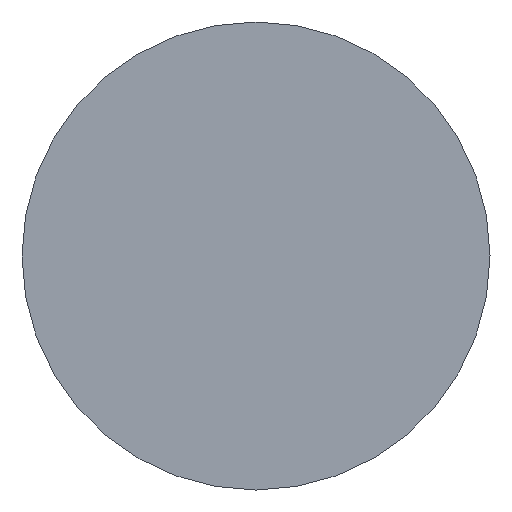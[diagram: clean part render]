
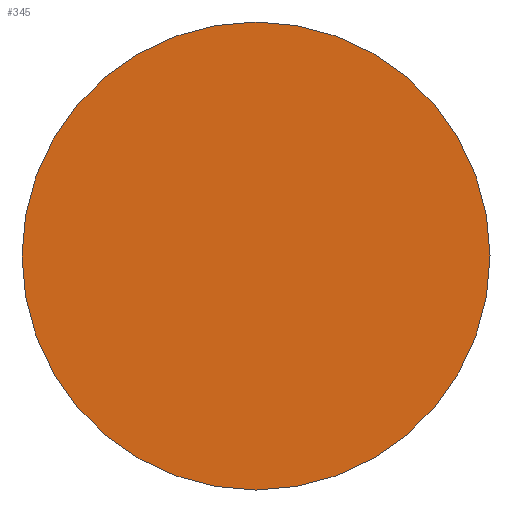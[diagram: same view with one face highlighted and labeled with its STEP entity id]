
A CAD part, front view. The second image highlights one B-rep face of the part: STEP entity #345.
In plain terms, the highlighted planar face has unit normal (0, -1, 0).
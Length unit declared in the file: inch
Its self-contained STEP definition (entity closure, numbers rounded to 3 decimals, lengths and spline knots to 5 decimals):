
#26 = DIRECTION ( 'NONE',  ( 0., 0., -1. ) ) ;
#27 = FACE_OUTER_BOUND ( 'NONE', #287, .T. ) ;
#72 = VERTEX_POINT ( 'NONE', #137 ) ;
#81 = CIRCLE ( 'NONE', #455, 0.5 ) ;
#87 = EDGE_CURVE ( 'NONE', #72, #301, #139, .T. ) ;
#97 = DIRECTION ( 'NONE',  ( 0., -1., 0. ) ) ;
#132 = DIRECTION ( 'NONE',  ( 0., 0., -1. ) ) ;
#137 = CARTESIAN_POINT ( 'NONE',  ( 0., 0., 0.5 ) ) ;
#139 = CIRCLE ( 'NONE', #163, 0.5 ) ;
#143 = CARTESIAN_POINT ( 'NONE',  ( 0., 0., -0.5 ) ) ;
#163 = AXIS2_PLACEMENT_3D ( 'NONE', #453, #97, #202 ) ;
#165 = PLANE ( 'NONE',  #233 ) ;
#187 = ORIENTED_EDGE ( 'NONE', *, *, #212, .T. ) ;
#202 = DIRECTION ( 'NONE',  ( 0., 0., -1. ) ) ;
#212 = EDGE_CURVE ( 'NONE', #301, #72, #81, .T. ) ;
#227 = CARTESIAN_POINT ( 'NONE',  ( 0., 0., 0. ) ) ;
#229 = ORIENTED_EDGE ( 'NONE', *, *, #87, .T. ) ;
#233 = AXIS2_PLACEMENT_3D ( 'NONE', #405, #370, #132 ) ;
#287 = EDGE_LOOP ( 'NONE', ( #187, #229 ) ) ;
#301 = VERTEX_POINT ( 'NONE', #143 ) ;
#345 = ADVANCED_FACE ( 'NONE', ( #27 ), #165, .T. ) ;
#366 = DIRECTION ( 'NONE',  ( 0., -1., 0. ) ) ;
#370 = DIRECTION ( 'NONE',  ( 0., -1., 0. ) ) ;
#405 = CARTESIAN_POINT ( 'NONE',  ( 0., 0., 0. ) ) ;
#453 = CARTESIAN_POINT ( 'NONE',  ( 0., 0., 0. ) ) ;
#455 = AXIS2_PLACEMENT_3D ( 'NONE', #227, #366, #26 ) ;
